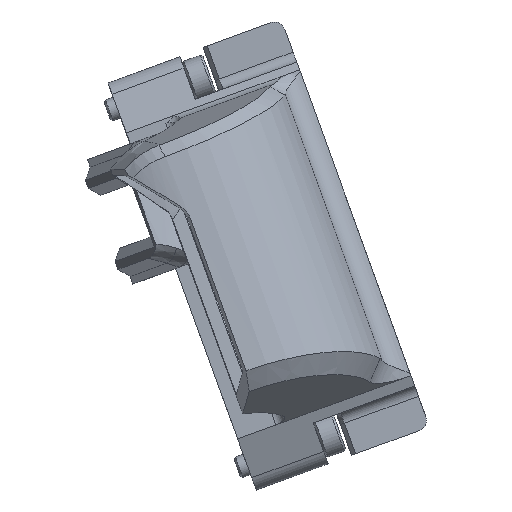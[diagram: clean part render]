
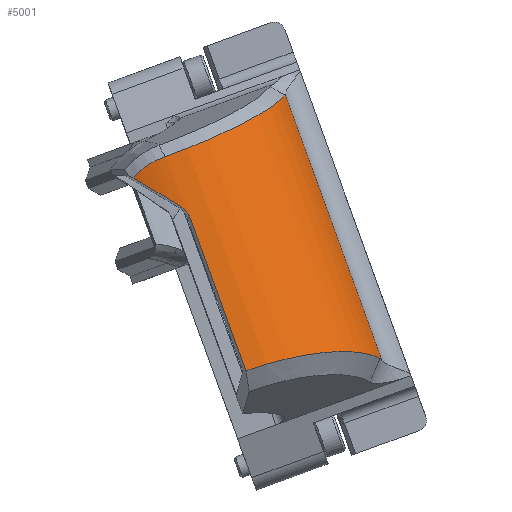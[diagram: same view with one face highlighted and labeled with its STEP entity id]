
A CAD part, top view. The second image highlights one B-rep face of the part: STEP entity #5001.
In plain terms, the highlighted cylindrical face has radius 13 mm (diameter 26 mm), a partial arc.
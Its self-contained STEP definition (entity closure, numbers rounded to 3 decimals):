
#44=B_SPLINE_CURVE_WITH_KNOTS('',3,(#7419,#7420,#7421,#7422,#7423,#7424,
#7425,#7426,#7427,#7428,#7429,#7430,#7431,#7432,#7433,#7434),
 .UNSPECIFIED.,.F.,.F.,(4,2,2,2,2,2,2,4),(0.022,0.25,
0.501,0.753,1.006,1.262,1.495,
1.584),.UNSPECIFIED.);
#70=B_SPLINE_CURVE_WITH_KNOTS('',3,(#7785,#7786,#7787,#7788,#7789,#7790),
 .UNSPECIFIED.,.F.,.F.,(4,2,4),(0.597,0.67,0.717),
 .UNSPECIFIED.);
#97=B_SPLINE_CURVE_WITH_KNOTS('',3,(#8340,#8341,#8342,#8343,#8344,#8345,
#8346),.UNSPECIFIED.,.F.,.F.,(4,3,4),(0.,0.021,0.023),
 .UNSPECIFIED.);
#101=B_SPLINE_CURVE_WITH_KNOTS('',3,(#8400,#8401,#8402,#8403,#8404,#8405,
#8406,#8407,#8408),.UNSPECIFIED.,.F.,.F.,(4,2,3,4),(-0.458,
-0.189,-0.056,-0.008),
 .UNSPECIFIED.);
#102=B_SPLINE_CURVE_WITH_KNOTS('',3,(#8410,#8411,#8412,#8413,#8414,#8415,
#8416,#8417,#8418,#8419,#8420,#8421,#8422,#8423),.UNSPECIFIED.,.F.,.F.,
(4,2,2,2,2,2,4),(-2.561,-2.308,-1.758,-1.473,
-1.181,-1.033,-0.737),.UNSPECIFIED.);
#103=B_SPLINE_CURVE_WITH_KNOTS('',3,(#8424,#8425,#8426,#8427,#8428,#8429,
#8430),.UNSPECIFIED.,.F.,.F.,(4,3,4),(0.533,0.574,
0.596),.UNSPECIFIED.);
#520=FACE_OUTER_BOUND('',#792,.T.);
#792=EDGE_LOOP('',(#3973,#3974,#3975,#3976,#3977,#3978,#3979,#3980,#3981));
#1185=LINE('',#7800,#1746);
#1263=LINE('',#8378,#1824);
#1746=VECTOR('',#6013,10.);
#1824=VECTOR('',#6141,2.25);
#2108=ELLIPSE('',#5293,21.372,13.);
#2306=VERTEX_POINT('',#7408);
#2307=VERTEX_POINT('',#7418);
#2323=VERTEX_POINT('',#7607);
#2324=VERTEX_POINT('',#7609);
#2372=VERTEX_POINT('',#7783);
#2376=VERTEX_POINT('',#7798);
#2450=VERTEX_POINT('',#8339);
#2453=VERTEX_POINT('',#8377);
#2454=VERTEX_POINT('',#8409);
#2828=EDGE_CURVE('',#2307,#2306,#44,.F.);
#2847=EDGE_CURVE('',#2323,#2324,#2108,.T.);
#2905=EDGE_CURVE('',#2372,#2323,#70,.T.);
#2910=EDGE_CURVE('',#2376,#2372,#1185,.T.);
#3018=EDGE_CURVE('',#2307,#2450,#97,.T.);
#3026=EDGE_CURVE('',#2450,#2453,#1263,.T.);
#3028=EDGE_CURVE('',#2306,#2324,#101,.T.);
#3029=EDGE_CURVE('',#2376,#2454,#102,.T.);
#3030=EDGE_CURVE('',#2453,#2454,#103,.T.);
#3973=ORIENTED_EDGE('',*,*,#2828,.T.);
#3974=ORIENTED_EDGE('',*,*,#3028,.T.);
#3975=ORIENTED_EDGE('',*,*,#2847,.F.);
#3976=ORIENTED_EDGE('',*,*,#2905,.F.);
#3977=ORIENTED_EDGE('',*,*,#2910,.F.);
#3978=ORIENTED_EDGE('',*,*,#3029,.T.);
#3979=ORIENTED_EDGE('',*,*,#3030,.F.);
#3980=ORIENTED_EDGE('',*,*,#3026,.F.);
#3981=ORIENTED_EDGE('',*,*,#3018,.F.);
#4890=CYLINDRICAL_SURFACE('',#5348,13.);
#5001=ADVANCED_FACE('',(#520),#4890,.T.);
#5293=AXIS2_PLACEMENT_3D('',#7610,#5922,#5923);
#5348=AXIS2_PLACEMENT_3D('',#8399,#6142,#6143);
#5922=DIRECTION('center_axis',(-0.518,-0.836,0.182));
#5923=DIRECTION('ref_axis',(0.828,-0.543,-0.139));
#6013=DIRECTION('',(-0.342,0.94,0.));
#6141=DIRECTION('',(0.342,-0.94,0.));
#6142=DIRECTION('center_axis',(-0.342,0.94,0.));
#6143=DIRECTION('ref_axis',(0.94,0.342,0.));
#7408=CARTESIAN_POINT('',(135.481,20.467,141.122));
#7418=CARTESIAN_POINT('',(146.453,26.162,131.525));
#7419=CARTESIAN_POINT('Ctrl Pts',(135.481,20.467,141.122));
#7420=CARTESIAN_POINT('Ctrl Pts',(136.195,20.729,141.105));
#7421=CARTESIAN_POINT('Ctrl Pts',(136.902,21.,141.021));
#7422=CARTESIAN_POINT('Ctrl Pts',(138.354,21.583,140.708));
#7423=CARTESIAN_POINT('Ctrl Pts',(139.092,21.895,140.466));
#7424=CARTESIAN_POINT('Ctrl Pts',(140.509,22.52,139.831));
#7425=CARTESIAN_POINT('Ctrl Pts',(141.185,22.833,139.438));
#7426=CARTESIAN_POINT('Ctrl Pts',(142.449,23.453,138.515));
#7427=CARTESIAN_POINT('Ctrl Pts',(143.033,23.759,137.986));
#7428=CARTESIAN_POINT('Ctrl Pts',(144.096,24.35,136.806));
#7429=CARTESIAN_POINT('Ctrl Pts',(144.571,24.635,136.157));
#7430=CARTESIAN_POINT('Ctrl Pts',(145.354,25.15,134.823));
#7431=CARTESIAN_POINT('Ctrl Pts',(145.671,25.382,134.149));
#7432=CARTESIAN_POINT('Ctrl Pts',(146.025,25.68,133.18));
#7433=CARTESIAN_POINT('Ctrl Pts',(146.308,25.892,132.368));
#7434=CARTESIAN_POINT('Ctrl Pts',(146.453,26.162,131.525));
#7607=CARTESIAN_POINT('',(136.946,15.816,141.125));
#7609=CARTESIAN_POINT('',(132.471,18.502,140.722));
#7610=CARTESIAN_POINT('Origin',(138.172,12.227,128.125));
#7783=CARTESIAN_POINT('',(137.723,14.863,141.116));
#7785=CARTESIAN_POINT('Ctrl Pts',(137.723,14.863,141.116));
#7786=CARTESIAN_POINT('Ctrl Pts',(137.64,15.09,141.116));
#7787=CARTESIAN_POINT('Ctrl Pts',(137.506,15.314,141.118));
#7788=CARTESIAN_POINT('Ctrl Pts',(137.217,15.623,141.122));
#7789=CARTESIAN_POINT('Ctrl Pts',(137.085,15.73,141.124));
#7790=CARTESIAN_POINT('Ctrl Pts',(136.946,15.816,141.125));
#7798=CARTESIAN_POINT('',(142.87,0.722,141.116));
#7800=CARTESIAN_POINT('',(144.79,-4.554,141.116));
#8339=CARTESIAN_POINT('',(146.482,26.242,131.317));
#8340=CARTESIAN_POINT('Ctrl Pts',(146.452,26.163,131.525));
#8341=CARTESIAN_POINT('Ctrl Pts',(146.463,26.184,131.46));
#8342=CARTESIAN_POINT('Ctrl Pts',(146.472,26.208,131.396));
#8343=CARTESIAN_POINT('Ctrl Pts',(146.479,26.235,131.334));
#8344=CARTESIAN_POINT('Ctrl Pts',(146.479,26.238,131.328));
#8345=CARTESIAN_POINT('Ctrl Pts',(146.48,26.24,131.323));
#8346=CARTESIAN_POINT('Ctrl Pts',(146.48,26.243,131.317));
#8377=CARTESIAN_POINT('',(155.405,1.725,131.317));
#8378=CARTESIAN_POINT('',(147.284,24.039,131.317));
#8399=CARTESIAN_POINT('Origin',(144.339,-4.718,128.125));
#8400=CARTESIAN_POINT('Ctrl Pts',(135.481,20.467,141.122));
#8401=CARTESIAN_POINT('Ctrl Pts',(135.165,20.364,141.129));
#8402=CARTESIAN_POINT('Ctrl Pts',(134.531,20.148,141.135));
#8403=CARTESIAN_POINT('Ctrl Pts',(133.419,19.405,140.976));
#8404=CARTESIAN_POINT('Ctrl Pts',(133.075,19.125,140.902));
#8405=CARTESIAN_POINT('Ctrl Pts',(132.766,18.817,140.814));
#8406=CARTESIAN_POINT('Ctrl Pts',(132.653,18.705,140.782));
#8407=CARTESIAN_POINT('Ctrl Pts',(132.561,18.605,140.753));
#8408=CARTESIAN_POINT('Ctrl Pts',(132.471,18.502,140.722));
#8409=CARTESIAN_POINT('',(155.241,1.862,131.715));
#8410=CARTESIAN_POINT('Ctrl Pts',(142.87,0.722,141.116));
#8411=CARTESIAN_POINT('Ctrl Pts',(143.597,0.977,141.088));
#8412=CARTESIAN_POINT('Ctrl Pts',(144.326,1.209,140.991));
#8413=CARTESIAN_POINT('Ctrl Pts',(146.627,1.86,140.472));
#8414=CARTESIAN_POINT('Ctrl Pts',(148.149,2.177,139.806));
#8415=CARTESIAN_POINT('Ctrl Pts',(150.256,2.441,138.401));
#8416=CARTESIAN_POINT('Ctrl Pts',(150.933,2.491,137.856));
#8417=CARTESIAN_POINT('Ctrl Pts',(152.203,2.517,136.637));
#8418=CARTESIAN_POINT('Ctrl Pts',(152.79,2.49,135.964));
#8419=CARTESIAN_POINT('Ctrl Pts',(153.582,2.391,134.879));
#8420=CARTESIAN_POINT('Ctrl Pts',(153.832,2.347,134.503));
#8421=CARTESIAN_POINT('Ctrl Pts',(154.528,2.187,133.348));
#8422=CARTESIAN_POINT('Ctrl Pts',(154.922,2.042,132.543));
#8423=CARTESIAN_POINT('Ctrl Pts',(155.241,1.862,131.715));
#8424=CARTESIAN_POINT('Ctrl Pts',(155.406,1.725,131.318));
#8425=CARTESIAN_POINT('Ctrl Pts',(155.369,1.764,131.399));
#8426=CARTESIAN_POINT('Ctrl Pts',(155.333,1.797,131.484));
#8427=CARTESIAN_POINT('Ctrl Pts',(155.298,1.824,131.571));
#8428=CARTESIAN_POINT('Ctrl Pts',(155.279,1.839,131.618));
#8429=CARTESIAN_POINT('Ctrl Pts',(155.26,1.852,131.666));
#8430=CARTESIAN_POINT('Ctrl Pts',(155.241,1.862,131.715));
